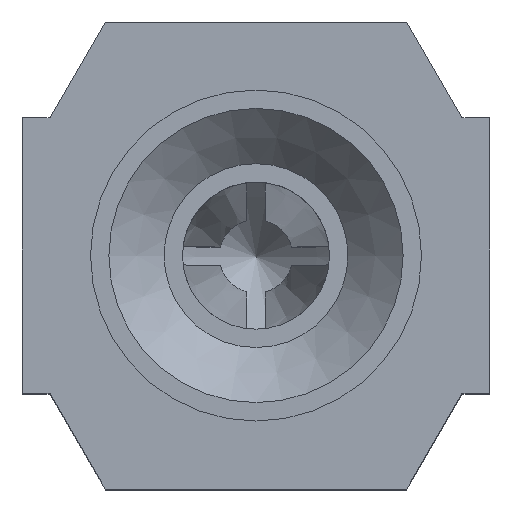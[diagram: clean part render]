
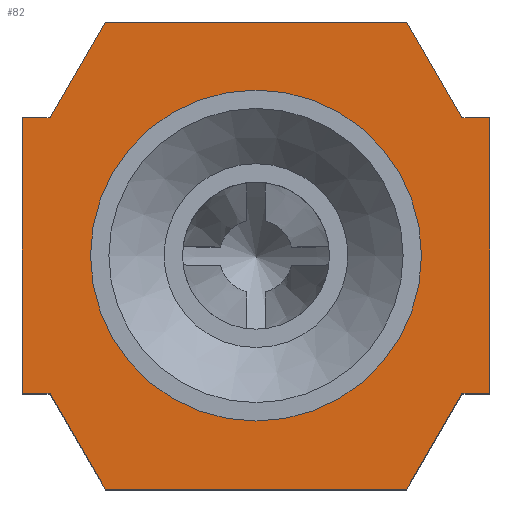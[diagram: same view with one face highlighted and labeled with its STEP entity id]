
A CAD part, top view. The second image highlights one B-rep face of the part: STEP entity #82.
In plain terms, the highlighted planar face has unit normal (0, 0, 1).
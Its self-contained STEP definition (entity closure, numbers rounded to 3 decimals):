
#82=ADVANCED_FACE('',(#568,#570),#572,.T.);
#568=FACE_BOUND('',#569,.T.);
#569=EDGE_LOOP('',(#971,#972,#973,#974,#975,#976,#977,#978,#979,#980,#981,#982));
#570=FACE_BOUND('',#571,.T.);
#571=EDGE_LOOP('',(#983));
#572=PLANE('',#573);
#573=AXIS2_PLACEMENT_3D('',#574,#575,#576);
#574=CARTESIAN_POINT('',(0.,0.,4.65));
#575=DIRECTION('',(0.,0.,1.));
#576=DIRECTION('',(1.,0.,0.));
#971=ORIENTED_EDGE('',*,*,#1189,.T.);
#972=ORIENTED_EDGE('',*,*,#1190,.T.);
#973=ORIENTED_EDGE('',*,*,#1191,.T.);
#974=ORIENTED_EDGE('',*,*,#1192,.T.);
#975=ORIENTED_EDGE('',*,*,#1193,.T.);
#976=ORIENTED_EDGE('',*,*,#1194,.T.);
#977=ORIENTED_EDGE('',*,*,#1195,.T.);
#978=ORIENTED_EDGE('',*,*,#1196,.T.);
#979=ORIENTED_EDGE('',*,*,#1197,.T.);
#980=ORIENTED_EDGE('',*,*,#1198,.T.);
#981=ORIENTED_EDGE('',*,*,#1199,.T.);
#982=ORIENTED_EDGE('',*,*,#1200,.T.);
#983=ORIENTED_EDGE('',*,*,#1201,.T.);
#1189=EDGE_CURVE('',#1300,#1301,#1302,.T.);
#1190=EDGE_CURVE('',#1301,#1303,#1304,.T.);
#1191=EDGE_CURVE('',#1303,#1305,#1306,.T.);
#1192=EDGE_CURVE('',#1305,#1307,#1308,.T.);
#1193=EDGE_CURVE('',#1307,#1309,#1310,.T.);
#1194=EDGE_CURVE('',#1309,#1311,#1312,.T.);
#1195=EDGE_CURVE('',#1311,#1313,#1314,.T.);
#1196=EDGE_CURVE('',#1313,#1315,#1316,.T.);
#1197=EDGE_CURVE('',#1315,#1317,#1318,.T.);
#1198=EDGE_CURVE('',#1317,#1319,#1320,.T.);
#1199=EDGE_CURVE('',#1319,#1321,#1322,.T.);
#1200=EDGE_CURVE('',#1321,#1300,#1323,.T.);
#1201=EDGE_CURVE('',#1324,#1324,#1325,.F.);
#1300=VERTEX_POINT('',#1488);
#1301=VERTEX_POINT('',#1489);
#1302=LINE('',#1490,#1491);
#1303=VERTEX_POINT('',#1493);
#1304=LINE('',#1494,#1495);
#1305=VERTEX_POINT('',#1497);
#1306=LINE('',#1498,#1499);
#1307=VERTEX_POINT('',#1501);
#1308=LINE('',#1502,#1503);
#1309=VERTEX_POINT('',#1505);
#1310=LINE('',#1506,#1507);
#1311=VERTEX_POINT('',#1509);
#1312=LINE('',#1510,#1511);
#1313=VERTEX_POINT('',#1513);
#1314=LINE('',#1514,#1515);
#1315=VERTEX_POINT('',#1517);
#1316=LINE('',#1518,#1519);
#1317=VERTEX_POINT('',#1521);
#1318=LINE('',#1522,#1523);
#1319=VERTEX_POINT('',#1525);
#1320=LINE('',#1526,#1527);
#1321=VERTEX_POINT('',#1529);
#1322=LINE('',#1530,#1531);
#1323=LINE('',#1533,#1534);
#1324=VERTEX_POINT('',#1536);
#1325=CIRCLE('',#1537,0.9);
#1488=CARTESIAN_POINT('',(1.27,0.75,4.65));
#1489=CARTESIAN_POINT('',(1.12,0.75,4.65));
#1490=CARTESIAN_POINT('',(1.27,0.75,4.65));
#1491=VECTOR('',#1492,1.);
#1492=DIRECTION('',(-1.,0.,0.));
#1493=CARTESIAN_POINT('',(0.82,1.27,4.65));
#1494=CARTESIAN_POINT('',(1.12,0.75,4.65));
#1495=VECTOR('',#1496,1.);
#1496=DIRECTION('',(-0.5,0.866,0.));
#1497=CARTESIAN_POINT('',(-0.82,1.27,4.65));
#1498=CARTESIAN_POINT('',(0.82,1.27,4.65));
#1499=VECTOR('',#1500,1.);
#1500=DIRECTION('',(-1.,0.,0.));
#1501=CARTESIAN_POINT('',(-1.12,0.75,4.65));
#1502=CARTESIAN_POINT('',(-0.82,1.27,4.65));
#1503=VECTOR('',#1504,1.);
#1504=DIRECTION('',(-0.5,-0.866,0.));
#1505=CARTESIAN_POINT('',(-1.27,0.75,4.65));
#1506=CARTESIAN_POINT('',(-1.12,0.75,4.65));
#1507=VECTOR('',#1508,1.);
#1508=DIRECTION('',(-1.,0.,0.));
#1509=CARTESIAN_POINT('',(-1.27,-0.75,4.65));
#1510=CARTESIAN_POINT('',(-1.27,0.75,4.65));
#1511=VECTOR('',#1512,1.);
#1512=DIRECTION('',(0.,-1.,0.));
#1513=CARTESIAN_POINT('',(-1.12,-0.75,4.65));
#1514=CARTESIAN_POINT('',(-1.27,-0.75,4.65));
#1515=VECTOR('',#1516,1.);
#1516=DIRECTION('',(1.,0.,0.));
#1517=CARTESIAN_POINT('',(-0.82,-1.27,4.65));
#1518=CARTESIAN_POINT('',(-1.12,-0.75,4.65));
#1519=VECTOR('',#1520,1.);
#1520=DIRECTION('',(0.5,-0.866,0.));
#1521=CARTESIAN_POINT('',(0.82,-1.27,4.65));
#1522=CARTESIAN_POINT('',(-0.82,-1.27,4.65));
#1523=VECTOR('',#1524,1.);
#1524=DIRECTION('',(1.,0.,0.));
#1525=CARTESIAN_POINT('',(1.12,-0.75,4.65));
#1526=CARTESIAN_POINT('',(0.82,-1.27,4.65));
#1527=VECTOR('',#1528,1.);
#1528=DIRECTION('',(0.5,0.866,0.));
#1529=CARTESIAN_POINT('',(1.27,-0.75,4.65));
#1530=CARTESIAN_POINT('',(1.12,-0.75,4.65));
#1531=VECTOR('',#1532,1.);
#1532=DIRECTION('',(1.,0.,0.));
#1533=CARTESIAN_POINT('',(1.27,-0.75,4.65));
#1534=VECTOR('',#1535,1.);
#1535=DIRECTION('',(0.,1.,0.));
#1536=CARTESIAN_POINT('',(0.9,0.,4.65));
#1537=AXIS2_PLACEMENT_3D('',#1538,#1539,#1540);
#1538=CARTESIAN_POINT('',(0.,0.,4.65));
#1539=DIRECTION('',(0.,0.,1.));
#1540=DIRECTION('',(1.,0.,0.));
